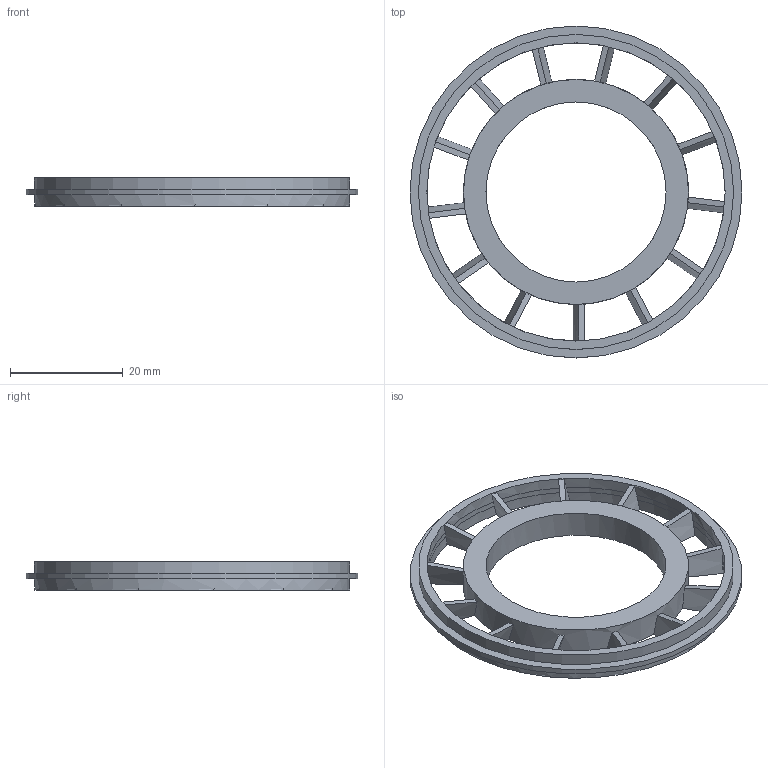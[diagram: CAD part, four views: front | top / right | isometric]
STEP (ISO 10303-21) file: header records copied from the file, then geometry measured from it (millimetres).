
FILE_DESCRIPTION(('FreeCAD Model'),'2;1');
FILE_NAME('Open CASCADE Shape Model','2024-05-10T09:03:08',('Author'),( ''),'Open CASCADE STEP processor 7.6','FreeCAD','Unknown');
FILE_SCHEMA(('AUTOMOTIVE_DESIGN { 1 0 10303 214 1 1 1 1 }'));
Length unit declared in the file: millimetre
Products named in the file (2): Wiring-Spacing-Ring; Body057
Assembly tree (1 placements, depth 2):
  Wiring-Spacing-Ring
    Body057
Bounding box: 59 x 59 x 5 mm (x, y, z)
Volume: 3735.6 mm3; surface area: 6014.5 mm2
Topology: 1 solids, 1 shells, 210 faces, 522 edges, 291 vertices
Faces by surface type: plane 122, bspline 52, cylinder 36
Full cylindrical faces by diameter (mm): 32 x1, 35 x1, 38 x1, 40 x1, 53 x1, 56 x2, 59 x1
Entity records: 7734 total; most frequent: CARTESIAN_POINT 3209, ORIENTED_EDGE 1044, DIRECTION 808, EDGE_CURVE 522, AXIS2_PLACEMENT_3D 386, VERTEX_POINT 291, B_SPLINE_CURVE_WITH_KNOTS 260, FACE_BOUND 228
